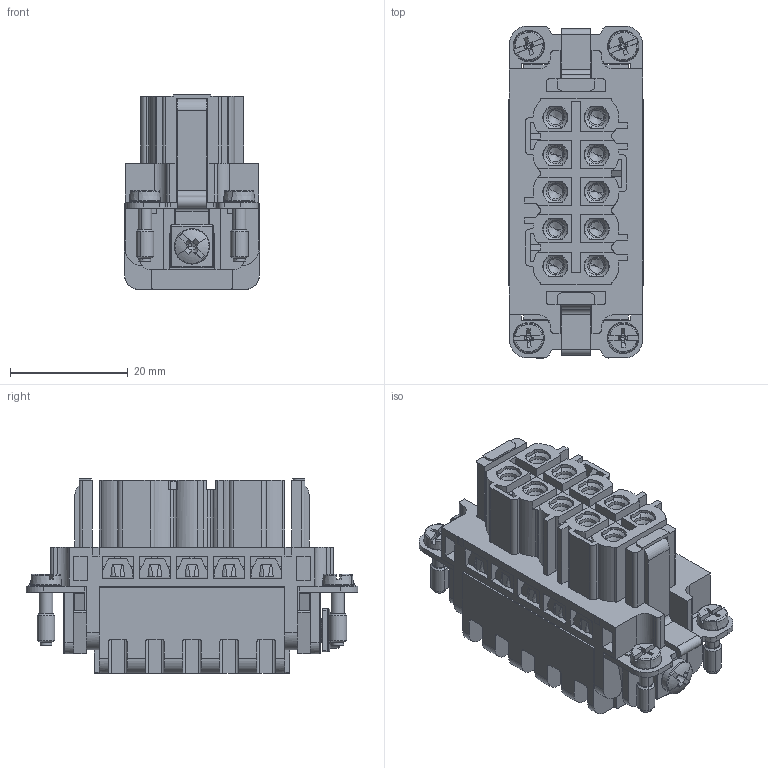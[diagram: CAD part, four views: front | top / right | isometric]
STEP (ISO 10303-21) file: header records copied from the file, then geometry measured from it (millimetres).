
FILE_DESCRIPTION(('CATIA V5 STEP','CAx-IF Rec.Pracs.--- Model Styling and Organization---1.2---2011-12-15'),'2;1');
FILE_NAME ('13439438_2', '2018-08-16T06:10:55+00:00', ('none'), ('Weidmueller'), 'CATIA Version 5-6 Release 2014 SP4 HF52', 'CATIA V5 STEP AP214', 'none');
FILE_SCHEMA(('AUTOMOTIVE_DESIGN { 1 0 10303 214 1 1 1 1 }'));
Products named in the file (1): 1896780000
Bounding box: 22.9 x 56.3 x 33.05 mm (x, y, z)
Volume: 16313.6 mm3; surface area: 24871.1 mm2
Topology: 2 solids, 2 shells, 3085 faces, 9216 edges, 6038 vertices
Faces by surface type: plane 1890, cylinder 768, cone 247, torus 112, bspline 62, sphere 4, revolution 2
Entity records: 106351 total; most frequent: CARTESIAN_POINT 30739, ORIENTED_EDGE 18362, DIRECTION 11527, EDGE_CURVE 9181, VECTOR 6130, LINE 6130, VERTEX_POINT 6038, AXIS2_PLACEMENT_3D 3652
